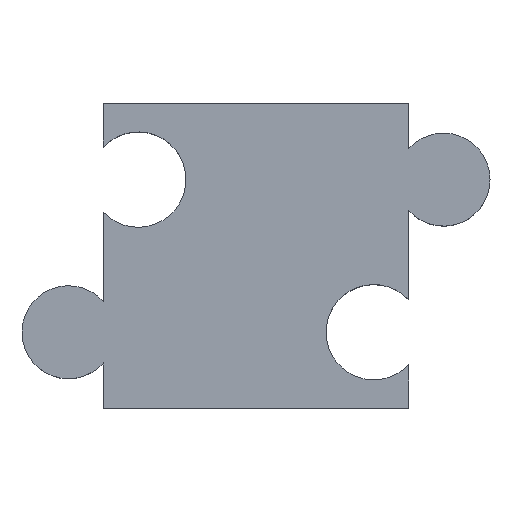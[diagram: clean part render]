
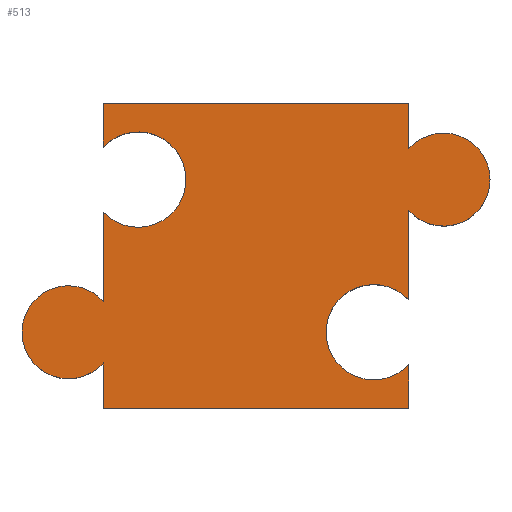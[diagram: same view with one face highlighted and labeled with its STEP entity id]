
A CAD part, top view. The second image highlights one B-rep face of the part: STEP entity #513.
In plain terms, the highlighted planar face has unit normal (0, 0, 1).
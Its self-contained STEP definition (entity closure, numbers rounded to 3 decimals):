
#20=PLANE('',#562);
#48=FACE_OUTER_BOUND('',#77,.T.);
#77=EDGE_LOOP('',(#380,#381,#382,#383,#384,#385,#386,#387,#388,#389,#390,
#391));
#108=LINE('',#743,#172);
#113=LINE('',#758,#177);
#116=LINE('',#769,#180);
#117=LINE('',#771,#181);
#118=LINE('',#773,#182);
#119=LINE('',#776,#183);
#120=LINE('',#778,#184);
#121=LINE('',#779,#185);
#172=VECTOR('',#602,10.);
#177=VECTOR('',#615,10.);
#180=VECTOR('',#626,10.);
#181=VECTOR('',#627,10.);
#182=VECTOR('',#628,10.);
#183=VECTOR('',#631,10.);
#184=VECTOR('',#632,10.);
#185=VECTOR('',#633,10.);
#233=CIRCLE('',#553,4.);
#234=CIRCLE('',#556,4.);
#236=CIRCLE('',#560,4.1);
#238=CIRCLE('',#563,4.1);
#242=VERTEX_POINT('',#733);
#243=VERTEX_POINT('',#735);
#245=VERTEX_POINT('',#741);
#246=VERTEX_POINT('',#745);
#247=VERTEX_POINT('',#746);
#251=VERTEX_POINT('',#756);
#252=VERTEX_POINT('',#760);
#253=VERTEX_POINT('',#761);
#256=VERTEX_POINT('',#770);
#257=VERTEX_POINT('',#772);
#258=VERTEX_POINT('',#774);
#259=VERTEX_POINT('',#777);
#290=EDGE_CURVE('',#243,#242,#233,.T.);
#294=EDGE_CURVE('',#242,#245,#108,.T.);
#295=EDGE_CURVE('',#246,#247,#234,.T.);
#301=EDGE_CURVE('',#251,#246,#113,.T.);
#302=EDGE_CURVE('',#252,#253,#236,.T.);
#306=EDGE_CURVE('',#253,#243,#116,.T.);
#307=EDGE_CURVE('',#256,#245,#117,.T.);
#308=EDGE_CURVE('',#257,#256,#118,.T.);
#309=EDGE_CURVE('',#257,#258,#238,.T.);
#310=EDGE_CURVE('',#247,#258,#119,.T.);
#311=EDGE_CURVE('',#259,#251,#120,.T.);
#312=EDGE_CURVE('',#259,#252,#121,.T.);
#380=ORIENTED_EDGE('',*,*,#302,.T.);
#381=ORIENTED_EDGE('',*,*,#306,.T.);
#382=ORIENTED_EDGE('',*,*,#290,.T.);
#383=ORIENTED_EDGE('',*,*,#294,.T.);
#384=ORIENTED_EDGE('',*,*,#307,.F.);
#385=ORIENTED_EDGE('',*,*,#308,.F.);
#386=ORIENTED_EDGE('',*,*,#309,.T.);
#387=ORIENTED_EDGE('',*,*,#310,.F.);
#388=ORIENTED_EDGE('',*,*,#295,.F.);
#389=ORIENTED_EDGE('',*,*,#301,.F.);
#390=ORIENTED_EDGE('',*,*,#311,.F.);
#391=ORIENTED_EDGE('',*,*,#312,.T.);
#513=ADVANCED_FACE('',(#48),#20,.T.);
#553=AXIS2_PLACEMENT_3D('',#736,#595,#596);
#556=AXIS2_PLACEMENT_3D('',#747,#605,#606);
#560=AXIS2_PLACEMENT_3D('',#762,#618,#619);
#562=AXIS2_PLACEMENT_3D('',#768,#624,#625);
#563=AXIS2_PLACEMENT_3D('',#775,#629,#630);
#595=DIRECTION('center_axis',(0.,0.,1.));
#596=DIRECTION('ref_axis',(-1.,0.,0.));
#602=DIRECTION('',(0.,1.,0.));
#605=DIRECTION('center_axis',(0.,0.,-1.));
#606=DIRECTION('ref_axis',(-1.,0.,0.));
#615=DIRECTION('',(0.,1.,0.));
#618=DIRECTION('center_axis',(0.,0.,-1.));
#619=DIRECTION('ref_axis',(-1.,0.,0.));
#624=DIRECTION('center_axis',(0.,0.,1.));
#625=DIRECTION('ref_axis',(1.,0.,0.));
#626=DIRECTION('',(0.,1.,0.));
#627=DIRECTION('',(1.,0.,0.));
#628=DIRECTION('',(0.,1.,0.));
#629=DIRECTION('center_axis',(0.,0.,-1.));
#630=DIRECTION('ref_axis',(-1.,0.,0.));
#631=DIRECTION('',(0.,1.,0.));
#632=DIRECTION('',(-1.,0.,0.));
#633=DIRECTION('',(0.,1.,0.));
#733=CARTESIAN_POINT('',(26.25,9.208,53.));
#735=CARTESIAN_POINT('',(26.25,3.917,53.));
#736=CARTESIAN_POINT('Origin',(29.25,6.563,53.));
#741=CARTESIAN_POINT('',(26.25,13.125,53.));
#743=CARTESIAN_POINT('',(26.25,0.,53.));
#745=CARTESIAN_POINT('',(0.,-9.208,53.));
#746=CARTESIAN_POINT('',(0.,-3.917,53.));
#747=CARTESIAN_POINT('Origin',(-3.,-6.563,53.));
#756=CARTESIAN_POINT('',(0.,-13.125,53.));
#758=CARTESIAN_POINT('',(0.,0.,53.));
#760=CARTESIAN_POINT('',(26.25,-9.357,53.));
#761=CARTESIAN_POINT('',(26.25,-3.768,53.));
#762=CARTESIAN_POINT('Origin',(23.25,-6.563,53.));
#768=CARTESIAN_POINT('Origin',(0.,0.,53.));
#769=CARTESIAN_POINT('',(26.25,0.,53.));
#770=CARTESIAN_POINT('',(0.,13.125,53.));
#771=CARTESIAN_POINT('',(26.25,13.125,53.));
#772=CARTESIAN_POINT('',(0.,9.357,53.));
#773=CARTESIAN_POINT('',(0.,0.,53.));
#774=CARTESIAN_POINT('',(0.,3.768,53.));
#775=CARTESIAN_POINT('Origin',(3.,6.563,53.));
#776=CARTESIAN_POINT('',(0.,0.,53.));
#777=CARTESIAN_POINT('',(26.25,-13.125,53.));
#778=CARTESIAN_POINT('',(26.25,-13.125,53.));
#779=CARTESIAN_POINT('',(26.25,0.,53.));
